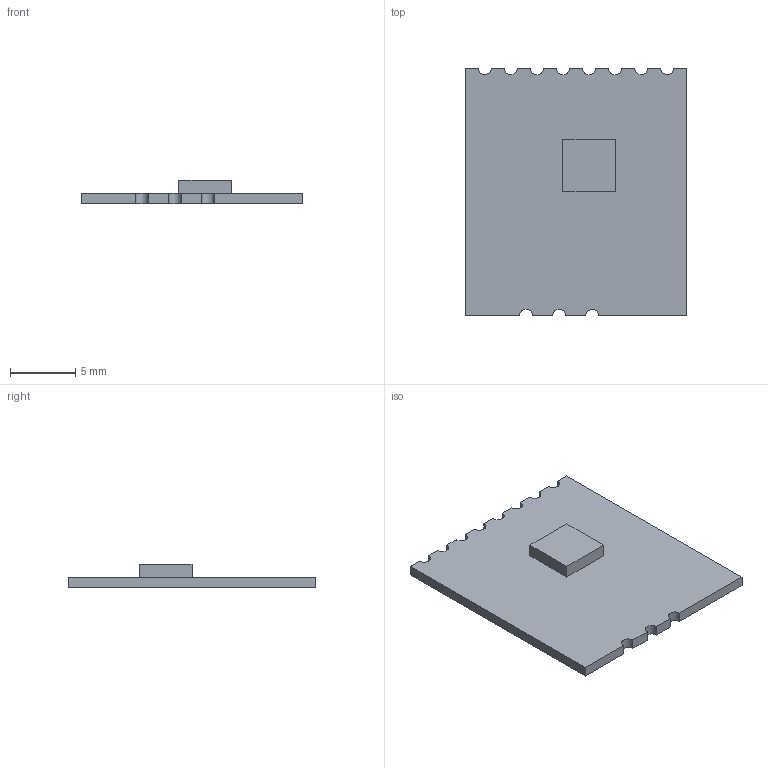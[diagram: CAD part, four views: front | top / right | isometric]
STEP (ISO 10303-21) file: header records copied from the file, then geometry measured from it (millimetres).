
FILE_DESCRIPTION(('STEP AP242'), '1');
FILE_NAME('CC1101', '2022-05-13T14:00:23', (''), (''), 'ASCON STEP Converter 1.6', 'ASCON Math Kernel', '');
FILE_SCHEMA(('AP242_MANAGED_MODEL_BASED_3D_ENGINEERING_MIM_LF { 1 0 10303 442 1 1 4 }'));
Length unit declared in the file: millimetre
Bounding box: 17 x 19 x 1.8 mm (x, y, z)
Volume: 270.9 mm3; surface area: 716 mm2
Topology: 1 solids, 1 shells, 33 faces, 90 edges, 60 vertices
Faces by surface type: plane 22, cylinder 11
Entity records: 1354 total; most frequent: CARTESIAN_POINT 184, DIRECTION 180, ORIENTED_EDGE 180, EDGE_CURVE 90, LINE 68, VECTOR 68, VERTEX_POINT 60, AXIS2_PLACEMENT_3D 56
